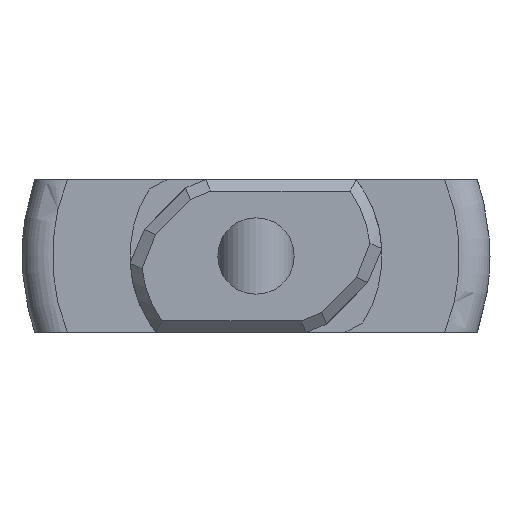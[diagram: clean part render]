
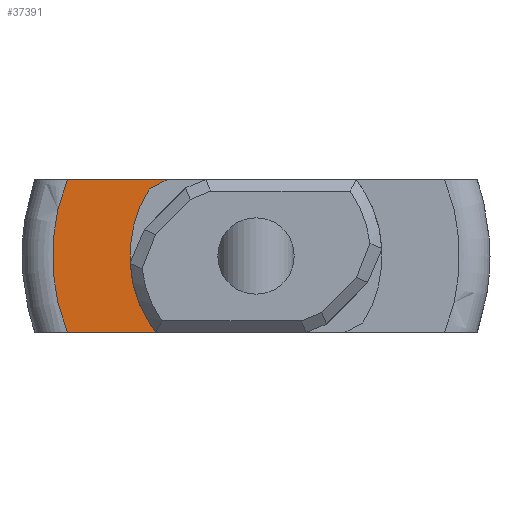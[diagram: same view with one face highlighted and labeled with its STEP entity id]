
A CAD part, left-side view. The second image highlights one B-rep face of the part: STEP entity #37391.
In plain terms, the highlighted planar face has unit normal (-1, 0, 0).
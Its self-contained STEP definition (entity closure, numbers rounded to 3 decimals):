
#722 = PLANE('',#723);
#723 = AXIS2_PLACEMENT_3D('',#724,#725,#726);
#724 = CARTESIAN_POINT('',(-6.25,-6.25,2.));
#725 = DIRECTION('',(0.,0.,1.));
#726 = DIRECTION('',(0.,1.,0.));
#16139 = VERTEX_POINT('',#16140);
#16140 = CARTESIAN_POINT('',(0.,4.94,2.));
#16174 = TOROIDAL_SURFACE('',#16175,5.329,0.8);
#16175 = AXIS2_PLACEMENT_3D('',#16176,#16177,#16178);
#16176 = CARTESIAN_POINT('',(0.8,0.,0.));
#16177 = DIRECTION('',(1.,0.,0.));
#16178 = DIRECTION('',(0.,0.,-1.));
#16208 = EDGE_CURVE('',#16139,#16209,#16211,.T.);
#16209 = VERTEX_POINT('',#16210);
#16210 = CARTESIAN_POINT('',(0.,2.327,2.));
#16211 = SURFACE_CURVE('',#16212,(#16216,#16223),.PCURVE_S1.);
#16212 = LINE('',#16213,#16214);
#16213 = CARTESIAN_POINT('',(0.,5.79,2.));
#16214 = VECTOR('',#16215,1.);
#16215 = DIRECTION('',(0.,-1.,0.));
#16216 = PCURVE('',#722,#16217);
#16217 = DEFINITIONAL_REPRESENTATION('',(#16218),#16222);
#16218 = LINE('',#16219,#16220);
#16219 = CARTESIAN_POINT('',(12.04,-6.25));
#16220 = VECTOR('',#16221,1.);
#16221 = DIRECTION('',(-1.,-0.));
#16222 = ( GEOMETRIC_REPRESENTATION_CONTEXT(2) 
PARAMETRIC_REPRESENTATION_CONTEXT() REPRESENTATION_CONTEXT('2D SPACE',''
  ) );
#16223 = PCURVE('',#16224,#16229);
#16224 = PLANE('',#16225);
#16225 = AXIS2_PLACEMENT_3D('',#16226,#16227,#16228);
#16226 = CARTESIAN_POINT('',(0.,5.329,
    0.));
#16227 = DIRECTION('',(-1.,0.,0.));
#16228 = DIRECTION('',(0.,0.,1.));
#16229 = DEFINITIONAL_REPRESENTATION('',(#16230),#16234);
#16230 = LINE('',#16231,#16232);
#16231 = CARTESIAN_POINT('',(2.,0.46));
#16232 = VECTOR('',#16233,1.);
#16233 = DIRECTION('',(0.,-1.));
#16234 = ( GEOMETRIC_REPRESENTATION_CONTEXT(2) 
PARAMETRIC_REPRESENTATION_CONTEXT() REPRESENTATION_CONTEXT('2D SPACE',''
  ) );
#16252 = PLANE('',#16253);
#16253 = AXIS2_PLACEMENT_3D('',#16254,#16255,#16256);
#16254 = CARTESIAN_POINT('',(-36.75,2.561,1.878));
#16255 = DIRECTION('',(0.,0.464,0.886
    ));
#16256 = DIRECTION('',(1.,0.,0.));
#33597 = PLANE('',#33598);
#33598 = AXIS2_PLACEMENT_3D('',#33599,#33600,#33601);
#33599 = CARTESIAN_POINT('',(-6.25,6.25,-2.));
#33600 = DIRECTION('',(0.,0.,-1.));
#33601 = DIRECTION('',(0.,-1.,0.));
#35678 = PLANE('',#35679);
#35679 = AXIS2_PLACEMENT_3D('',#35680,#35681,#35682);
#35680 = CARTESIAN_POINT('',(-36.75,2.561,-1.878));
#35681 = DIRECTION('',(0.,0.464,
    -0.886));
#35682 = DIRECTION('',(-1.,0.,0.));
#35698 = VERTEX_POINT('',#35699);
#35699 = CARTESIAN_POINT('',(0.,2.795,
    -1.755));
#35713 = CYLINDRICAL_SURFACE('',#35714,3.3);
#35714 = AXIS2_PLACEMENT_3D('',#35715,#35716,#35717);
#35715 = CARTESIAN_POINT('',(-36.75,0.,
    0.));
#35716 = DIRECTION('',(1.,0.,0.));
#35717 = DIRECTION('',(0.,1.,0.));
#35725 = EDGE_CURVE('',#35726,#35698,#35728,.T.);
#35726 = VERTEX_POINT('',#35727);
#35727 = CARTESIAN_POINT('',(0.,2.327,-2.));
#35728 = SURFACE_CURVE('',#35729,(#35733,#35740),.PCURVE_S1.);
#35729 = LINE('',#35730,#35731);
#35730 = CARTESIAN_POINT('',(0.,4.033,-1.107));
#35731 = VECTOR('',#35732,1.);
#35732 = DIRECTION('',(0.,0.886,0.464
    ));
#35733 = PCURVE('',#35678,#35734);
#35734 = DEFINITIONAL_REPRESENTATION('',(#35735),#35739);
#35735 = LINE('',#35736,#35737);
#35736 = CARTESIAN_POINT('',(-36.75,1.662));
#35737 = VECTOR('',#35738,1.);
#35738 = DIRECTION('',(0.,1.));
#35739 = ( GEOMETRIC_REPRESENTATION_CONTEXT(2) 
PARAMETRIC_REPRESENTATION_CONTEXT() REPRESENTATION_CONTEXT('2D SPACE',''
  ) );
#35740 = PCURVE('',#16224,#35741);
#35741 = DEFINITIONAL_REPRESENTATION('',(#35742),#35746);
#35742 = LINE('',#35743,#35744);
#35743 = CARTESIAN_POINT('',(-1.107,-1.296));
#35744 = VECTOR('',#35745,1.);
#35745 = DIRECTION('',(0.464,0.886));
#35746 = ( GEOMETRIC_REPRESENTATION_CONTEXT(2) 
PARAMETRIC_REPRESENTATION_CONTEXT() REPRESENTATION_CONTEXT('2D SPACE',''
  ) );
#36234 = EDGE_CURVE('',#35726,#36235,#36237,.T.);
#36235 = VERTEX_POINT('',#36236);
#36236 = CARTESIAN_POINT('',(0.,4.94,-2.));
#36237 = SURFACE_CURVE('',#36238,(#36242,#36249),.PCURVE_S1.);
#36238 = LINE('',#36239,#36240);
#36239 = CARTESIAN_POINT('',(0.,-0.46,-2.));
#36240 = VECTOR('',#36241,1.);
#36241 = DIRECTION('',(0.,1.,0.));
#36242 = PCURVE('',#33597,#36243);
#36243 = DEFINITIONAL_REPRESENTATION('',(#36244),#36248);
#36244 = LINE('',#36245,#36246);
#36245 = CARTESIAN_POINT('',(6.71,-6.25));
#36246 = VECTOR('',#36247,1.);
#36247 = DIRECTION('',(-1.,-0.));
#36248 = ( GEOMETRIC_REPRESENTATION_CONTEXT(2) 
PARAMETRIC_REPRESENTATION_CONTEXT() REPRESENTATION_CONTEXT('2D SPACE',''
  ) );
#36249 = PCURVE('',#16224,#36250);
#36250 = DEFINITIONAL_REPRESENTATION('',(#36251),#36255);
#36251 = LINE('',#36252,#36253);
#36252 = CARTESIAN_POINT('',(-2.,-5.79));
#36253 = VECTOR('',#36254,1.);
#36254 = DIRECTION('',(0.,1.));
#36255 = ( GEOMETRIC_REPRESENTATION_CONTEXT(2) 
PARAMETRIC_REPRESENTATION_CONTEXT() REPRESENTATION_CONTEXT('2D SPACE',''
  ) );
#36878 = EDGE_CURVE('',#36879,#16209,#36881,.T.);
#36879 = VERTEX_POINT('',#36880);
#36880 = CARTESIAN_POINT('',(0.,2.795,
    1.755));
#36881 = SURFACE_CURVE('',#36882,(#36886,#36893),.PCURVE_S1.);
#36882 = LINE('',#36883,#36884);
#36883 = CARTESIAN_POINT('',(0.,4.033,
    1.107));
#36884 = VECTOR('',#36885,1.);
#36885 = DIRECTION('',(0.,-0.886,
    0.464));
#36886 = PCURVE('',#16252,#36887);
#36887 = DEFINITIONAL_REPRESENTATION('',(#36888),#36892);
#36888 = LINE('',#36889,#36890);
#36889 = CARTESIAN_POINT('',(36.75,1.662));
#36890 = VECTOR('',#36891,1.);
#36891 = DIRECTION('',(0.,-1.));
#36892 = ( GEOMETRIC_REPRESENTATION_CONTEXT(2) 
PARAMETRIC_REPRESENTATION_CONTEXT() REPRESENTATION_CONTEXT('2D SPACE',''
  ) );
#36893 = PCURVE('',#16224,#36894);
#36894 = DEFINITIONAL_REPRESENTATION('',(#36895),#36899);
#36895 = LINE('',#36896,#36897);
#36896 = CARTESIAN_POINT('',(1.107,-1.296));
#36897 = VECTOR('',#36898,1.);
#36898 = DIRECTION('',(0.464,-0.886));
#36899 = ( GEOMETRIC_REPRESENTATION_CONTEXT(2) 
PARAMETRIC_REPRESENTATION_CONTEXT() REPRESENTATION_CONTEXT('2D SPACE',''
  ) );
#36928 = EDGE_CURVE('',#35698,#36879,#36929,.T.);
#36929 = SURFACE_CURVE('',#36930,(#36935,#36942),.PCURVE_S1.);
#36930 = CIRCLE('',#36931,3.3);
#36931 = AXIS2_PLACEMENT_3D('',#36932,#36933,#36934);
#36932 = CARTESIAN_POINT('',(0.,0.,
    0.));
#36933 = DIRECTION('',(1.,0.,0.));
#36934 = DIRECTION('',(0.,0.,1.));
#36935 = PCURVE('',#35713,#36936);
#36936 = DEFINITIONAL_REPRESENTATION('',(#36937),#36941);
#36937 = LINE('',#36938,#36939);
#36938 = CARTESIAN_POINT('',(1.571,36.75));
#36939 = VECTOR('',#36940,1.);
#36940 = DIRECTION('',(1.,0.));
#36941 = ( GEOMETRIC_REPRESENTATION_CONTEXT(2) 
PARAMETRIC_REPRESENTATION_CONTEXT() REPRESENTATION_CONTEXT('2D SPACE',''
  ) );
#36942 = PCURVE('',#16224,#36943);
#36943 = DEFINITIONAL_REPRESENTATION('',(#36944),#36952);
#36944 = ( BOUNDED_CURVE() B_SPLINE_CURVE(2,(#36945,#36946,#36947,#36948
    ,#36949,#36950,#36951),.UNSPECIFIED.,.T.,.F.) 
B_SPLINE_CURVE_WITH_KNOTS((1,2,2,2,2,1),(-2.094,0.,
    2.094,4.189,6.283,8.378),
.UNSPECIFIED.) CURVE() GEOMETRIC_REPRESENTATION_ITEM() 
RATIONAL_B_SPLINE_CURVE((1.,0.5,1.,0.5,1.,0.5,1.)) REPRESENTATION_ITEM(
  '') );
#36945 = CARTESIAN_POINT('',(3.3,-5.329));
#36946 = CARTESIAN_POINT('',(3.3,-11.045));
#36947 = CARTESIAN_POINT('',(-1.65,-8.187));
#36948 = CARTESIAN_POINT('',(-6.6,-5.329));
#36949 = CARTESIAN_POINT('',(-1.65,-2.471));
#36950 = CARTESIAN_POINT('',(3.3,0.387));
#36951 = CARTESIAN_POINT('',(3.3,-5.329));
#36952 = ( GEOMETRIC_REPRESENTATION_CONTEXT(2) 
PARAMETRIC_REPRESENTATION_CONTEXT() REPRESENTATION_CONTEXT('2D SPACE',''
  ) );
#37391 = ADVANCED_FACE('',(#37392),#16224,.T.);
#37392 = FACE_BOUND('',#37393,.T.);
#37393 = EDGE_LOOP('',(#37394,#37395,#37396,#37397,#37423,#37424));
#37394 = ORIENTED_EDGE('',*,*,#36928,.T.);
#37395 = ORIENTED_EDGE('',*,*,#36878,.T.);
#37396 = ORIENTED_EDGE('',*,*,#16208,.F.);
#37397 = ORIENTED_EDGE('',*,*,#37398,.F.);
#37398 = EDGE_CURVE('',#36235,#16139,#37399,.T.);
#37399 = SURFACE_CURVE('',#37400,(#37405,#37416),.PCURVE_S1.);
#37400 = CIRCLE('',#37401,5.329);
#37401 = AXIS2_PLACEMENT_3D('',#37402,#37403,#37404);
#37402 = CARTESIAN_POINT('',(0.,0.,0.)
  );
#37403 = DIRECTION('',(1.,0.,0.));
#37404 = DIRECTION('',(0.,0.,1.));
#37405 = PCURVE('',#16224,#37406);
#37406 = DEFINITIONAL_REPRESENTATION('',(#37407),#37415);
#37407 = ( BOUNDED_CURVE() B_SPLINE_CURVE(2,(#37408,#37409,#37410,#37411
    ,#37412,#37413,#37414),.UNSPECIFIED.,.T.,.F.) 
B_SPLINE_CURVE_WITH_KNOTS((1,2,2,2,2,1),(-2.094,0.,
    2.094,4.189,6.283,8.378),
.UNSPECIFIED.) CURVE() GEOMETRIC_REPRESENTATION_ITEM() 
RATIONAL_B_SPLINE_CURVE((1.,0.5,1.,0.5,1.,0.5,1.)) REPRESENTATION_ITEM(
  '') );
#37408 = CARTESIAN_POINT('',(5.329,-5.329));
#37409 = CARTESIAN_POINT('',(5.329,-14.56));
#37410 = CARTESIAN_POINT('',(-2.665,-9.945));
#37411 = CARTESIAN_POINT('',(-10.659,-5.329));
#37412 = CARTESIAN_POINT('',(-2.665,-0.714));
#37413 = CARTESIAN_POINT('',(5.329,3.901));
#37414 = CARTESIAN_POINT('',(5.329,-5.329));
#37415 = ( GEOMETRIC_REPRESENTATION_CONTEXT(2) 
PARAMETRIC_REPRESENTATION_CONTEXT() REPRESENTATION_CONTEXT('2D SPACE',''
  ) );
#37416 = PCURVE('',#16174,#37417);
#37417 = DEFINITIONAL_REPRESENTATION('',(#37418),#37422);
#37418 = LINE('',#37419,#37420);
#37419 = CARTESIAN_POINT('',(-3.142,4.712));
#37420 = VECTOR('',#37421,1.);
#37421 = DIRECTION('',(1.,0.));
#37422 = ( GEOMETRIC_REPRESENTATION_CONTEXT(2) 
PARAMETRIC_REPRESENTATION_CONTEXT() REPRESENTATION_CONTEXT('2D SPACE',''
  ) );
#37423 = ORIENTED_EDGE('',*,*,#36234,.F.);
#37424 = ORIENTED_EDGE('',*,*,#35725,.T.);
